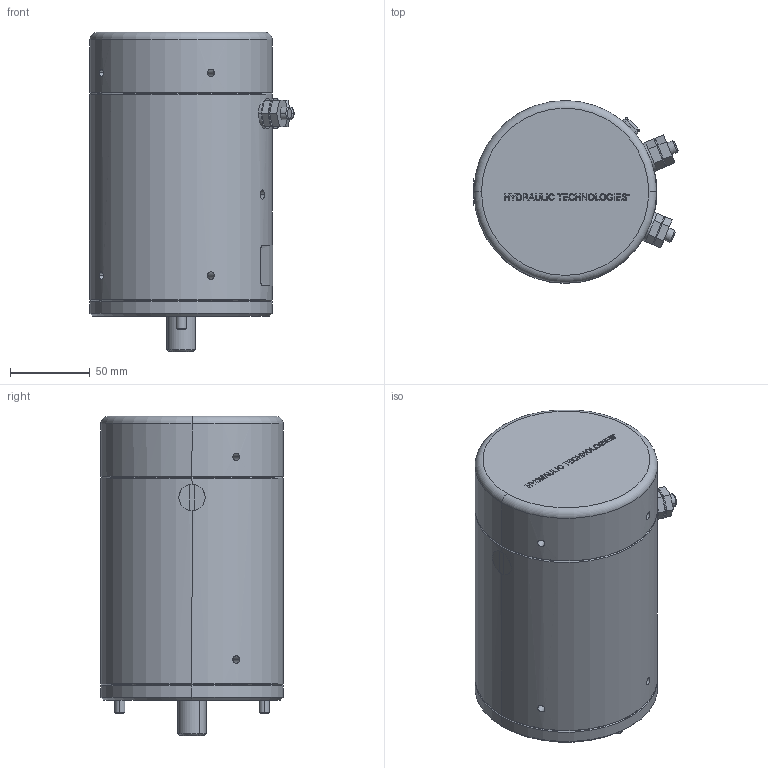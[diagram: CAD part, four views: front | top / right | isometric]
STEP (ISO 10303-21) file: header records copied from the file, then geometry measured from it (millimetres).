
FILE_DESCRIPTION (( 'STEP AP203' ), '1' );
FILE_NAME ('DER23106230_KMD5.STEP', '2024-08-05T11:33:51', ( '' ), ( '' ), 'SwSTEP 2.0', 'SolidWorks 2022', '' );
FILE_SCHEMA (( 'CONFIG_CONTROL_DESIGN' ));
Length unit declared in the file: millimetre
Products named in the file (1): DER23106230_KMD5
Bounding box: 127.89 x 114.3 x 200.03 mm (x, y, z)
Surface area: 92085.5 mm2 (no closed solid volume)
Topology: 0 solids, 2 shells, 263 faces, 810 edges, 576 vertices
Faces by surface type: plane 116, cylinder 103, cone 36, sphere 6, torus 2
Entity records: 10587 total; most frequent: CARTESIAN_POINT 3603, ORIENTED_EDGE 1530, DIRECTION 1280, EDGE_CURVE 804, VERTEX_POINT 574, AXIS2_PLACEMENT_3D 518, EDGE_LOOP 311, B_SPLINE_CURVE_WITH_KNOTS 306
